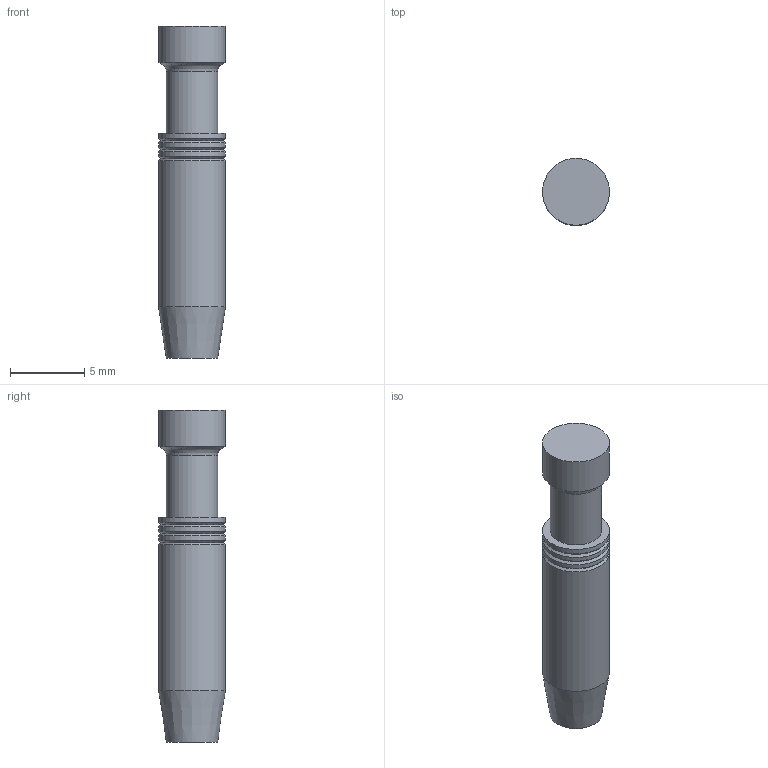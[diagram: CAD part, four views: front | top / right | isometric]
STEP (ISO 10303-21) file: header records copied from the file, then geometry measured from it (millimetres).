
FILE_DESCRIPTION(/* description */ (''),/* implementation_level */ '2;1');
FILE_NAME(/* name */ 'n 02 025 0038 x.stp',/* time_stamp */ '2018-09-25T11:34:08+02:00',/* author */ (''),/* organization */ (''),/* preprocessor_version */ 'ST-DEVELOPER v16',/* originating_system */ 'SIEMENS PLM Software NX 11.0',/* authorisation */ '');
FILE_SCHEMA (('AUTOMOTIVE_DESIGN { 1 0 10303 214 3 1 1 1 }'));
Length unit declared in the file: millimetre
Products named in the file (1): n 02 025 0038nxm001-02
Bounding box: 4.5 x 4.5 x 22.3 mm (x, y, z)
Volume: 244.3 mm3; surface area: 427.9 mm2
Topology: 1 solids, 1 shells, 22 faces, 45 edges, 25 vertices
Faces by surface type: cone 12, cylinder 7, plane 2, torus 1
Full cylindrical faces by diameter (mm): 3 x1, 3.45 x1, 4.5 x5
Entity records: 462 total; most frequent: DIRECTION 88, CARTESIAN_POINT 66, AXIS2_PLACEMENT_3D 44, FACE_BOUND 42, EDGE_LOOP 42, ORIENTED_EDGE 42, ADVANCED_FACE 22, VERTEX_POINT 22
